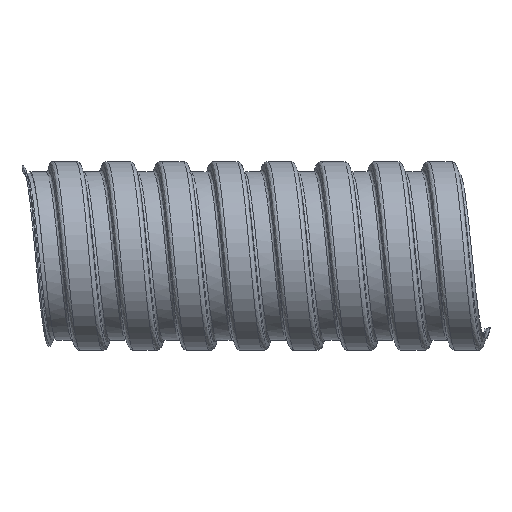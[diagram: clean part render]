
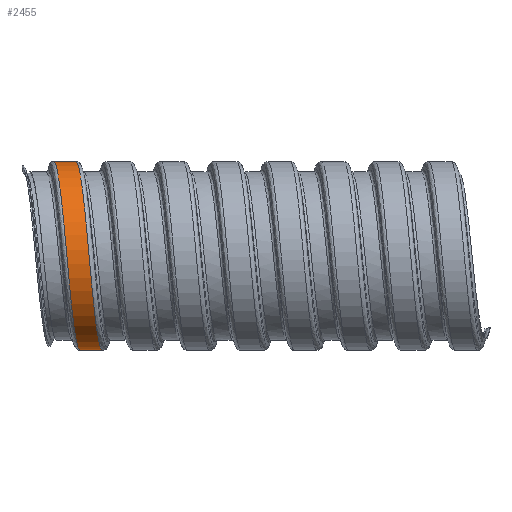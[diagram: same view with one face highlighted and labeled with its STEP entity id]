
A CAD part, top view. The second image highlights one B-rep face of the part: STEP entity #2455.
In plain terms, the highlighted cylindrical face has radius 20.35 mm (diameter 40.7 mm), a partial arc.
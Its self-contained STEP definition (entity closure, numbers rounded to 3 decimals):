
#243=FACE_OUTER_BOUND('',#365,.T.);
#365=EDGE_LOOP('',(#1939,#1940,#1941,#1942));
#559=B_SPLINE_CURVE_WITH_KNOTS('',3,(#12976,#12977,#12978,#12979,#12980,
#12981,#12982,#12983,#12984,#12985),.UNSPECIFIED.,.F.,.F.,(4,1,1,1,1,1,
1,4),(0.,0.496,0.993,1.489,1.985,
2.482,2.978,3.142),.UNSPECIFIED.);
#560=B_SPLINE_CURVE_WITH_KNOTS('',3,(#12988,#12989,#12990,#12991,#12992,
#12993,#12994,#12995,#12996,#12997),.UNSPECIFIED.,.F.,.F.,(4,1,1,1,1,1,
1,4),(0.,0.496,0.993,1.489,1.985,
2.482,2.978,3.142),.UNSPECIFIED.);
#694=LINE('',#12974,#818);
#695=LINE('',#12987,#819);
#818=VECTOR('',#3023,20.35);
#819=VECTOR('',#3024,10.);
#1037=VERTEX_POINT('',#12972);
#1038=VERTEX_POINT('',#12973);
#1039=VERTEX_POINT('',#12975);
#1040=VERTEX_POINT('',#12986);
#1360=EDGE_CURVE('',#1037,#1038,#694,.T.);
#1361=EDGE_CURVE('',#1039,#1037,#559,.T.);
#1362=EDGE_CURVE('',#1039,#1040,#695,.T.);
#1363=EDGE_CURVE('',#1040,#1038,#560,.T.);
#1939=ORIENTED_EDGE('',*,*,#1360,.F.);
#1940=ORIENTED_EDGE('',*,*,#1361,.F.);
#1941=ORIENTED_EDGE('',*,*,#1362,.T.);
#1942=ORIENTED_EDGE('',*,*,#1363,.T.);
#2223=CYLINDRICAL_SURFACE('',#2656,20.35);
#2455=ADVANCED_FACE('',(#243),#2223,.T.);
#2656=AXIS2_PLACEMENT_3D('',#12971,#3021,#3022);
#3021=DIRECTION('center_axis',(1.,0.,0.));
#3022=DIRECTION('ref_axis',(0.,1.,0.));
#3023=DIRECTION('',(-1.,0.,0.));
#3024=DIRECTION('',(-1.,0.,0.));
#12971=CARTESIAN_POINT('Origin',(11.572,0.,
0.));
#12972=CARTESIAN_POINT('',(17.347,-20.349,0.));
#12973=CARTESIAN_POINT('',(12.552,-20.349,0.));
#12974=CARTESIAN_POINT('',(11.572,-20.35,0.));
#12975=CARTESIAN_POINT('',(11.572,20.35,0.));
#12976=CARTESIAN_POINT('Ctrl Pts',(11.572,20.35,0.));
#12977=CARTESIAN_POINT('Ctrl Pts',(11.876,20.35,3.367));
#12978=CARTESIAN_POINT('Ctrl Pts',(12.484,18.647,10.097));
#12979=CARTESIAN_POINT('Ctrl Pts',(13.396,11.587,17.759));
#12980=CARTESIAN_POINT('Ctrl Pts',(14.309,1.732,21.134));
#12981=CARTESIAN_POINT('Ctrl Pts',(15.221,-8.541,19.408));
#12982=CARTESIAN_POINT('Ctrl Pts',(16.133,-16.753,12.999));
#12983=CARTESIAN_POINT('Ctrl Pts',(16.842,-19.99,5.586));
#12984=CARTESIAN_POINT('Ctrl Pts',(17.246,-20.35,1.11));
#12985=CARTESIAN_POINT('Ctrl Pts',(17.347,-20.349,0.));
#12986=CARTESIAN_POINT('',(6.777,20.35,0.));
#12987=CARTESIAN_POINT('',(11.572,20.35,0.));
#12988=CARTESIAN_POINT('Ctrl Pts',(6.777,20.35,0.));
#12989=CARTESIAN_POINT('Ctrl Pts',(7.081,20.35,3.367));
#12990=CARTESIAN_POINT('Ctrl Pts',(7.689,18.647,10.097));
#12991=CARTESIAN_POINT('Ctrl Pts',(8.601,11.587,17.759));
#12992=CARTESIAN_POINT('Ctrl Pts',(9.514,1.732,21.134));
#12993=CARTESIAN_POINT('Ctrl Pts',(10.426,-8.541,19.408));
#12994=CARTESIAN_POINT('Ctrl Pts',(11.339,-16.753,12.999));
#12995=CARTESIAN_POINT('Ctrl Pts',(12.047,-19.99,5.586));
#12996=CARTESIAN_POINT('Ctrl Pts',(12.451,-20.35,1.11));
#12997=CARTESIAN_POINT('Ctrl Pts',(12.552,-20.349,0.));
